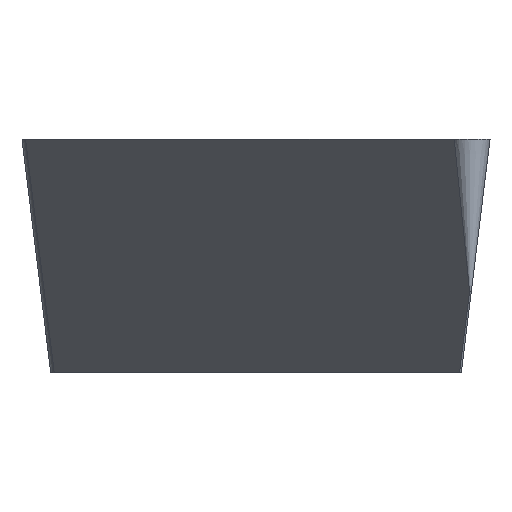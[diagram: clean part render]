
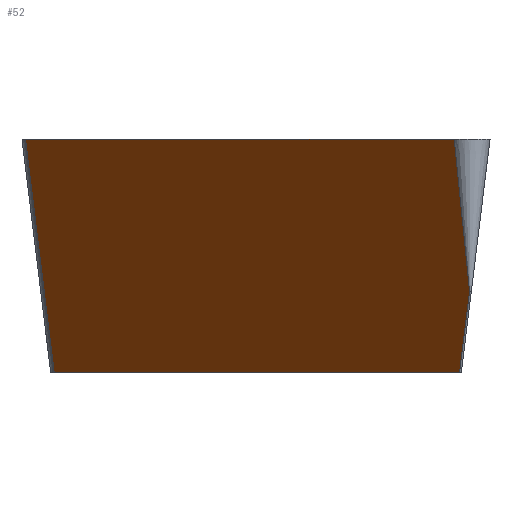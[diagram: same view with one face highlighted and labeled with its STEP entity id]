
A CAD part, front view. The second image highlights one B-rep face of the part: STEP entity #52.
In plain terms, the highlighted planar face has unit normal (-0.813, -0.569, -0.122).
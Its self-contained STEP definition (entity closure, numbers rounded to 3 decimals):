
#52=ADVANCED_FACE('',(#70),#63,.F.);
#63=PLANE('',#277);
#70=FACE_OUTER_BOUND('',#82,.T.);
#82=EDGE_LOOP('',(#105,#106,#107,#108,#109));
#105=ORIENTED_EDGE('',*,*,#184,.F.);
#106=ORIENTED_EDGE('',*,*,#185,.T.);
#107=ORIENTED_EDGE('',*,*,#181,.T.);
#108=ORIENTED_EDGE('',*,*,#186,.T.);
#109=ORIENTED_EDGE('',*,*,#187,.T.);
#161=VERTEX_POINT('',#449);
#162=VERTEX_POINT('',#450);
#163=VERTEX_POINT('',#485);
#164=VERTEX_POINT('',#486);
#165=VERTEX_POINT('',#489);
#181=EDGE_CURVE('',#161,#162,#211,.T.);
#184=EDGE_CURVE('',#163,#164,#212,.T.);
#185=EDGE_CURVE('',#163,#161,#213,.T.);
#186=EDGE_CURVE('',#162,#165,#214,.T.);
#187=EDGE_CURVE('',#165,#164,#215,.T.);
#211=LINE('',#448,#231);
#212=LINE('',#484,#232);
#213=LINE('',#487,#233);
#214=LINE('',#488,#234);
#215=LINE('',#490,#235);
#231=VECTOR('',#313,1.);
#232=VECTOR('',#318,1.);
#233=VECTOR('',#319,1.);
#234=VECTOR('',#320,1.);
#235=VECTOR('',#321,1.);
#277=AXIS2_PLACEMENT_3D('',#491,#322,#323);
#313=DIRECTION('',(-0.1,-0.07,0.993));
#318=DIRECTION('',(-0.573,0.819,0.));
#319=DIRECTION('',(0.114,-0.361,0.926));
#320=DIRECTION('',(-0.573,0.819,0.));
#321=DIRECTION('',(0.122,0.038,-0.992));
#322=DIRECTION('',(0.813,0.569,0.122));
#323=DIRECTION('',(-0.573,0.819,0.));
#448=CARTESIAN_POINT('',(4.035,-14.076,0.));
#449=CARTESIAN_POINT('',(4.346,-13.858,-3.096));
#450=CARTESIAN_POINT('',(4.035,-14.076,0.));
#484=CARTESIAN_POINT('',(4.514,-13.741,-4.76));
#485=CARTESIAN_POINT('',(4.142,-13.21,-4.76));
#486=CARTESIAN_POINT('',(-4.106,-1.419,-4.76));
#487=CARTESIAN_POINT('',(4.677,-14.908,-0.403));
#488=CARTESIAN_POINT('',(4.035,-14.076,0.));
#489=CARTESIAN_POINT('',(-4.691,-1.603,0.));
#490=CARTESIAN_POINT('',(-4.62,-1.581,-0.579));
#491=CARTESIAN_POINT('',(4.035,-14.076,0.));
